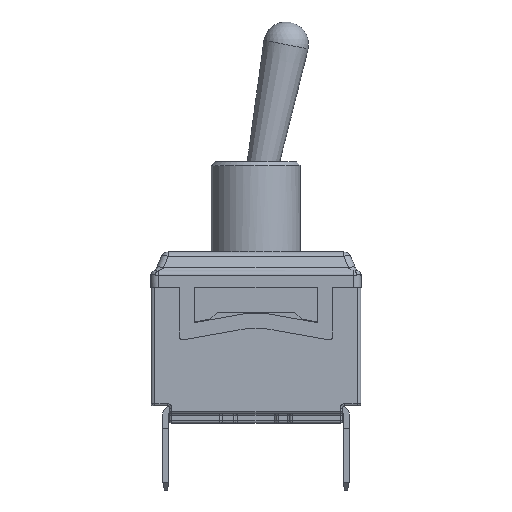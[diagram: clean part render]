
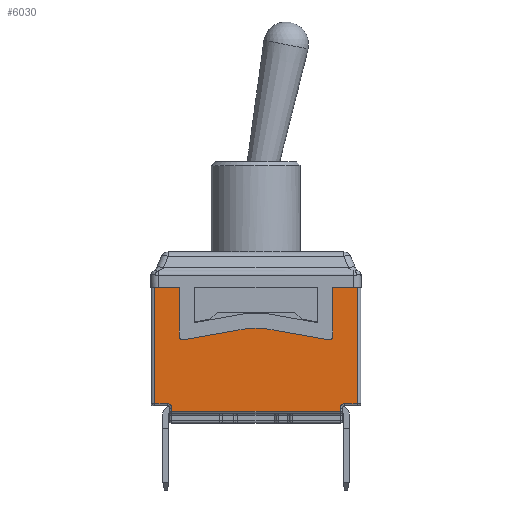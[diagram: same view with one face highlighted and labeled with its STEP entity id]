
A CAD part, front view. The second image highlights one B-rep face of the part: STEP entity #6030.
In plain terms, the highlighted planar face has unit normal (0, -1, 0).
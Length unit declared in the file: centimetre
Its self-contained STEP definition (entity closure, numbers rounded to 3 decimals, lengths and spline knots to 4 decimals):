
#304=PLANE('',#6510);
#542=LINE('',#9373,#1051);
#550=LINE('',#9394,#1059);
#556=LINE('',#9406,#1065);
#596=LINE('',#9496,#1105);
#600=LINE('',#9514,#1109);
#609=LINE('',#9540,#1118);
#613=LINE('',#9550,#1122);
#614=LINE('',#9554,#1123);
#615=LINE('',#9555,#1124);
#616=LINE('',#9557,#1125);
#617=LINE('',#9559,#1126);
#618=LINE('',#9563,#1127);
#619=LINE('',#9565,#1128);
#620=LINE('',#9567,#1129);
#1051=VECTOR('',#7439,1.);
#1059=VECTOR('',#7455,1.);
#1065=VECTOR('',#7463,1.);
#1105=VECTOR('',#7537,1.);
#1109=VECTOR('',#7557,1.);
#1118=VECTOR('',#7586,1.);
#1122=VECTOR('',#7598,1.);
#1123=VECTOR('',#7601,1.);
#1124=VECTOR('',#7602,1.);
#1125=VECTOR('',#7605,1.);
#1126=VECTOR('',#7606,1.);
#1127=VECTOR('',#7609,1.);
#1128=VECTOR('',#7610,1.);
#1129=VECTOR('',#7611,1.);
#1619=FACE_OUTER_BOUND('',#2010,.T.);
#2010=EDGE_LOOP('',(#4612,#4613,#4614,#4615,#4616,#4617,#4618,#4619,#4620,
#4621,#4622,#4623,#4624,#4625,#4626,#4627,#4628,#4629,#4630,#4631));
#2360=CIRCLE('',#6494,0.05);
#2362=CIRCLE('',#6498,0.05);
#2365=CIRCLE('',#6507,0.05);
#2367=CIRCLE('',#6511,0.05);
#2368=CIRCLE('',#6512,0.06);
#2369=CIRCLE('',#6513,0.06);
#2767=VERTEX_POINT('',#9370);
#2768=VERTEX_POINT('',#9372);
#2775=VERTEX_POINT('',#9390);
#2777=VERTEX_POINT('',#9393);
#2780=VERTEX_POINT('',#9400);
#2782=VERTEX_POINT('',#9404);
#2814=VERTEX_POINT('',#9493);
#2815=VERTEX_POINT('',#9495);
#2819=VERTEX_POINT('',#9507);
#2820=VERTEX_POINT('',#9511);
#2823=VERTEX_POINT('',#9519);
#2827=VERTEX_POINT('',#9537);
#2830=VERTEX_POINT('',#9547);
#2831=VERTEX_POINT('',#9552);
#2832=VERTEX_POINT('',#9553);
#2833=VERTEX_POINT('',#9558);
#2834=VERTEX_POINT('',#9560);
#2835=VERTEX_POINT('',#9562);
#2836=VERTEX_POINT('',#9564);
#2837=VERTEX_POINT('',#9566);
#3390=EDGE_CURVE('',#2768,#2767,#542,.T.);
#3400=EDGE_CURVE('',#2777,#2775,#550,.T.);
#3406=EDGE_CURVE('',#2780,#2782,#556,.T.);
#3449=EDGE_CURVE('',#2814,#2815,#596,.T.);
#3455=EDGE_CURVE('',#2780,#2819,#2360,.F.);
#3458=EDGE_CURVE('',#2767,#2820,#600,.T.);
#3462=EDGE_CURVE('',#2823,#2820,#2362,.F.);
#3471=EDGE_CURVE('',#2823,#2827,#609,.T.);
#3473=EDGE_CURVE('',#2827,#2777,#2365,.T.);
#3477=EDGE_CURVE('',#2830,#2819,#613,.T.);
#3478=EDGE_CURVE('',#2831,#2832,#614,.T.);
#3479=EDGE_CURVE('',#2768,#2831,#615,.T.);
#3480=EDGE_CURVE('',#2775,#2830,#2367,.T.);
#3481=EDGE_CURVE('',#2782,#2815,#616,.T.);
#3482=EDGE_CURVE('',#2833,#2814,#617,.T.);
#3483=EDGE_CURVE('',#2834,#2833,#2368,.T.);
#3484=EDGE_CURVE('',#2835,#2834,#618,.T.);
#3485=EDGE_CURVE('',#2836,#2835,#619,.T.);
#3486=EDGE_CURVE('',#2837,#2836,#620,.T.);
#3487=EDGE_CURVE('',#2832,#2837,#2369,.T.);
#4612=ORIENTED_EDGE('',*,*,#3478,.F.);
#4613=ORIENTED_EDGE('',*,*,#3479,.F.);
#4614=ORIENTED_EDGE('',*,*,#3390,.T.);
#4615=ORIENTED_EDGE('',*,*,#3458,.T.);
#4616=ORIENTED_EDGE('',*,*,#3462,.F.);
#4617=ORIENTED_EDGE('',*,*,#3471,.T.);
#4618=ORIENTED_EDGE('',*,*,#3473,.T.);
#4619=ORIENTED_EDGE('',*,*,#3400,.T.);
#4620=ORIENTED_EDGE('',*,*,#3480,.T.);
#4621=ORIENTED_EDGE('',*,*,#3477,.T.);
#4622=ORIENTED_EDGE('',*,*,#3455,.F.);
#4623=ORIENTED_EDGE('',*,*,#3406,.T.);
#4624=ORIENTED_EDGE('',*,*,#3481,.T.);
#4625=ORIENTED_EDGE('',*,*,#3449,.F.);
#4626=ORIENTED_EDGE('',*,*,#3482,.F.);
#4627=ORIENTED_EDGE('',*,*,#3483,.F.);
#4628=ORIENTED_EDGE('',*,*,#3484,.F.);
#4629=ORIENTED_EDGE('',*,*,#3485,.F.);
#4630=ORIENTED_EDGE('',*,*,#3486,.F.);
#4631=ORIENTED_EDGE('',*,*,#3487,.F.);
#6030=ADVANCED_FACE('',(#1619),#304,.T.);
#6494=AXIS2_PLACEMENT_3D('',#9508,#7551,#7552);
#6498=AXIS2_PLACEMENT_3D('',#9521,#7564,#7565);
#6507=AXIS2_PLACEMENT_3D('',#9543,#7590,#7591);
#6510=AXIS2_PLACEMENT_3D('',#9551,#7599,#7600);
#6511=AXIS2_PLACEMENT_3D('',#9556,#7603,#7604);
#6512=AXIS2_PLACEMENT_3D('',#9561,#7607,#7608);
#6513=AXIS2_PLACEMENT_3D('',#9568,#7612,#7613);
#7439=DIRECTION('',(-1.,0.,0.));
#7455=DIRECTION('',(-1.,0.,0.));
#7463=DIRECTION('',(0.,0.,1.));
#7537=DIRECTION('',(0.,0.,1.));
#7551=DIRECTION('center_axis',(0.,1.,0.));
#7552=DIRECTION('ref_axis',(-0.643,0.,-0.766));
#7557=DIRECTION('',(0.,0.,-1.));
#7564=DIRECTION('center_axis',(0.,1.,0.));
#7565=DIRECTION('ref_axis',(0.643,0.,-0.766));
#7586=DIRECTION('',(-0.985,0.,0.174));
#7590=DIRECTION('center_axis',(0.,-1.,0.));
#7591=DIRECTION('ref_axis',(0.087,0.,0.996));
#7598=DIRECTION('',(-0.985,0.,-0.174));
#7599=DIRECTION('center_axis',(0.,-1.,0.));
#7600=DIRECTION('ref_axis',(0.,0.,-1.));
#7601=DIRECTION('',(-1.,0.,0.));
#7602=DIRECTION('',(0.,0.,-1.));
#7603=DIRECTION('center_axis',(0.,-1.,0.));
#7604=DIRECTION('ref_axis',(-0.087,0.,0.996));
#7605=DIRECTION('',(-1.,0.,0.));
#7606=DIRECTION('',(-1.,0.,0.));
#7607=DIRECTION('center_axis',(0.,-1.,0.));
#7608=DIRECTION('ref_axis',(0.707,0.,0.707));
#7609=DIRECTION('',(0.,0.,1.));
#7610=DIRECTION('',(-1.,0.,0.));
#7611=DIRECTION('',(0.,0.,-1.));
#7612=DIRECTION('center_axis',(0.,-1.,0.));
#7613=DIRECTION('ref_axis',(-0.707,0.,0.707));
#9370=CARTESIAN_POINT('',(1.025,-0.655,0.));
#9372=CARTESIAN_POINT('',(1.3475,-0.655,0.));
#9373=CARTESIAN_POINT('',(1.3975,-0.655,0.));
#9390=CARTESIAN_POINT('',(-0.0833,-0.655,-0.545));
#9393=CARTESIAN_POINT('',(0.0833,-0.655,-0.545));
#9394=CARTESIAN_POINT('',(-0.7426,-0.655,-0.545));
#9400=CARTESIAN_POINT('',(-1.025,-0.655,-0.6507));
#9404=CARTESIAN_POINT('',(-1.025,-0.655,0.));
#9406=CARTESIAN_POINT('',(-1.025,-0.655,0.));
#9493=CARTESIAN_POINT('',(-1.3475,-0.655,-1.55));
#9495=CARTESIAN_POINT('',(-1.3475,-0.655,0.));
#9496=CARTESIAN_POINT('',(-1.3475,-0.655,0.));
#9507=CARTESIAN_POINT('',(-0.9663,-0.655,-0.6999));
#9508=CARTESIAN_POINT('Origin',(-0.975,-0.655,-0.6507));
#9511=CARTESIAN_POINT('',(1.025,-0.655,-0.6507));
#9514=CARTESIAN_POINT('',(1.025,-0.655,-0.3551));
#9519=CARTESIAN_POINT('',(0.9663,-0.655,-0.6999));
#9521=CARTESIAN_POINT('Origin',(0.975,-0.655,-0.6507));
#9537=CARTESIAN_POINT('',(0.092,-0.655,-0.5458));
#9540=CARTESIAN_POINT('',(-0.6791,-0.655,-0.4098));
#9543=CARTESIAN_POINT('Origin',(0.0833,-0.655,-0.595));
#9547=CARTESIAN_POINT('',(-0.092,-0.655,-0.5458));
#9550=CARTESIAN_POINT('',(-1.1449,-0.655,-0.7314));
#9551=CARTESIAN_POINT('Origin',(-1.3975,-0.655,0.));
#9552=CARTESIAN_POINT('',(1.3475,-0.655,-1.55));
#9553=CARTESIAN_POINT('',(1.18,-0.655,-1.55));
#9554=CARTESIAN_POINT('',(-0.6988,-0.655,-1.55));
#9555=CARTESIAN_POINT('',(1.3475,-0.655,0.));
#9556=CARTESIAN_POINT('Origin',(-0.0833,-0.655,-0.595));
#9557=CARTESIAN_POINT('',(1.3975,-0.655,0.));
#9558=CARTESIAN_POINT('',(-1.18,-0.655,-1.55));
#9559=CARTESIAN_POINT('',(-0.6988,-0.655,-1.55));
#9560=CARTESIAN_POINT('',(-1.12,-0.655,-1.61));
#9561=CARTESIAN_POINT('Origin',(-1.18,-0.655,-1.61));
#9562=CARTESIAN_POINT('',(-1.12,-0.655,-1.65));
#9563=CARTESIAN_POINT('',(-1.12,-0.655,-0.79));
#9564=CARTESIAN_POINT('',(1.12,-0.655,-1.65));
#9565=CARTESIAN_POINT('',(-0.6988,-0.655,-1.65));
#9566=CARTESIAN_POINT('',(1.12,-0.655,-1.61));
#9567=CARTESIAN_POINT('',(1.12,-0.655,-0.79));
#9568=CARTESIAN_POINT('Origin',(1.18,-0.655,-1.61));
